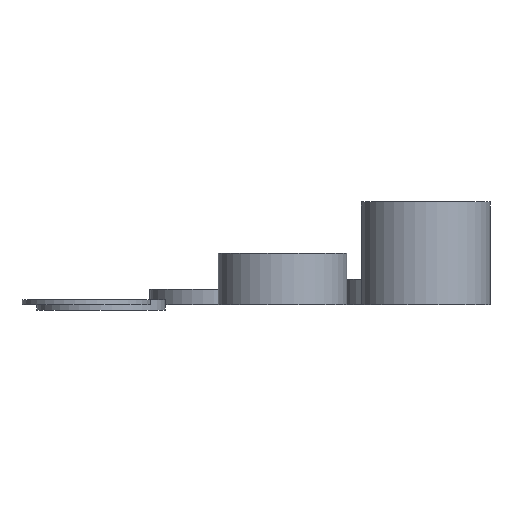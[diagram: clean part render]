
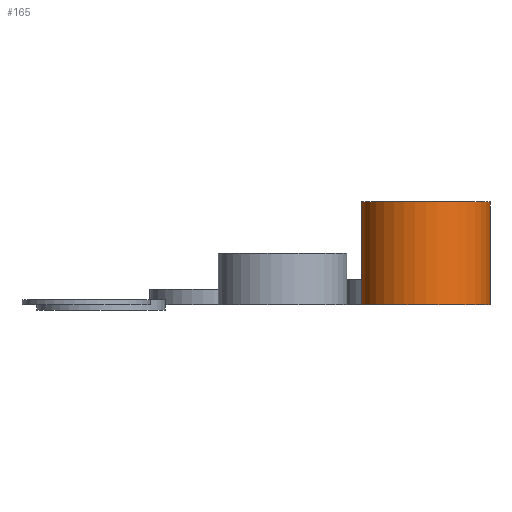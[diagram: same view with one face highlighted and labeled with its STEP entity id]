
A CAD part, front view. The second image highlights one B-rep face of the part: STEP entity #165.
In plain terms, the highlighted cylindrical face has radius 12.5 mm (diameter 25 mm), a partial arc.
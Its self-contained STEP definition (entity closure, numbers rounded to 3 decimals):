
#165=ADVANCED_FACE('',(#310),#311,.T.);
#310=FACE_OUTER_BOUND('',#469,.T.);
#311=CYLINDRICAL_SURFACE('',#470,12.5);
#469=EDGE_LOOP('',(#704,#705,#706,#707));
#470=AXIS2_PLACEMENT_3D('',#708,#709,#710);
#704=ORIENTED_EDGE('',*,*,#846,.T.);
#705=ORIENTED_EDGE('',*,*,#842,.T.);
#706=ORIENTED_EDGE('',*,*,#848,.T.);
#707=ORIENTED_EDGE('',*,*,#856,.T.);
#708=CARTESIAN_POINT('',(-5.669,93.452,0.0));
#709=DIRECTION('',(0.0,0.0,1.0));
#710=DIRECTION('',(1.0,0.0,0.0));
#842=EDGE_CURVE('',#978,#979,#980,.T.);
#846=EDGE_CURVE('',#984,#978,#985,.T.);
#848=EDGE_CURVE('',#979,#986,#988,.T.);
#856=EDGE_CURVE('',#986,#984,#1000,.T.);
#978=VERTEX_POINT('',#1150);
#979=VERTEX_POINT('',#1151);
#980=CIRCLE('',#1152,12.5);
#984=VERTEX_POINT('',#1156);
#985=LINE('',#1157,#1158);
#986=VERTEX_POINT('',#1159);
#988=LINE('',#1161,#1162);
#1000=CIRCLE('',#1174,12.5);
#1150=CARTESIAN_POINT('',(6.831,93.452,20.0));
#1151=CARTESIAN_POINT('',(-18.169,93.452,20.0));
#1152=AXIS2_PLACEMENT_3D('',#1323,#1324,#1325);
#1156=CARTESIAN_POINT('',(6.831,93.452,0.0));
#1157=CARTESIAN_POINT('',(6.831,93.452,0.0));
#1158=VECTOR('',#1329,1.0);
#1159=CARTESIAN_POINT('',(-18.169,93.452,0.0));
#1161=CARTESIAN_POINT('',(-18.169,93.452,0.0));
#1162=VECTOR('',#1333,1.0);
#1174=AXIS2_PLACEMENT_3D('',#1349,#1350,#1351);
#1323=CARTESIAN_POINT('',(-5.669,93.452,20.0));
#1324=DIRECTION('',(0.0,0.0,-1.0));
#1325=DIRECTION('',(1.0,0.0,0.0));
#1329=DIRECTION('',(0.0,0.0,1.0));
#1333=DIRECTION('',(-0.0,-0.0,-1.0));
#1349=CARTESIAN_POINT('',(-5.669,93.452,0.0));
#1350=DIRECTION('',(0.0,0.0,1.0));
#1351=DIRECTION('',(1.0,0.0,0.0));
